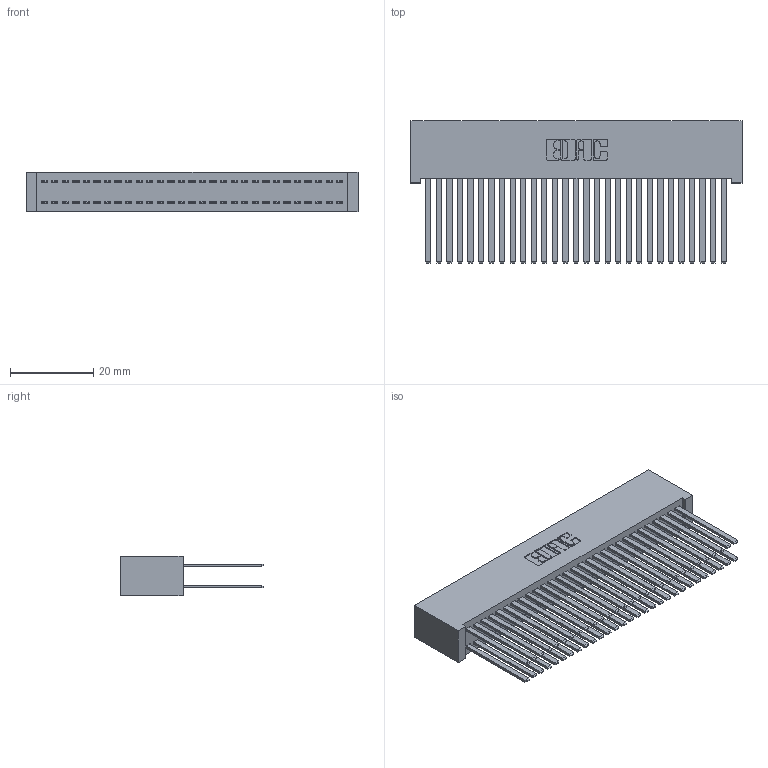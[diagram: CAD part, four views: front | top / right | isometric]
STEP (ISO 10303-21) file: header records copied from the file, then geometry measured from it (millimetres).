
FILE_DESCRIPTION (( 'STEP AP203' ), '1' );
FILE_NAME ('342-058-544-201.STEP', '2018-08-13T05:32:24', ( '' ), ( '' ), 'SwSTEP 2.0', 'SolidWorks 2016', '' );
FILE_SCHEMA (( 'CONFIG_CONTROL_DESIGN' ));
Length unit declared in the file: inch
Products named in the file (3): 342 Part_Lugless; 345-292-001_345-293-144; 342-058-544-201
Assembly tree (59 placements, depth 2):
  342-058-544-201
    342 Part_Lugless
    345-292-001_345-293-144  x58
Bounding box: 79.91 x 34.3 x 9.4 mm (x, y, z)
Volume: 8370.8 mm3; surface area: 16003.1 mm2
Topology: 59 solids, 59 shells, 2770 faces, 8221 edges, 5402 vertices
Faces by surface type: plane 1918, cylinder 852
Entity records: 19745 total; most frequent: CARTESIAN_POINT 3282, ORIENTED_EDGE 3218, DIRECTION 2817, EDGE_CURVE 1609, VECTOR 1493, LINE 1493, VERTEX_POINT 1070, AXIS2_PLACEMENT_3D 662
